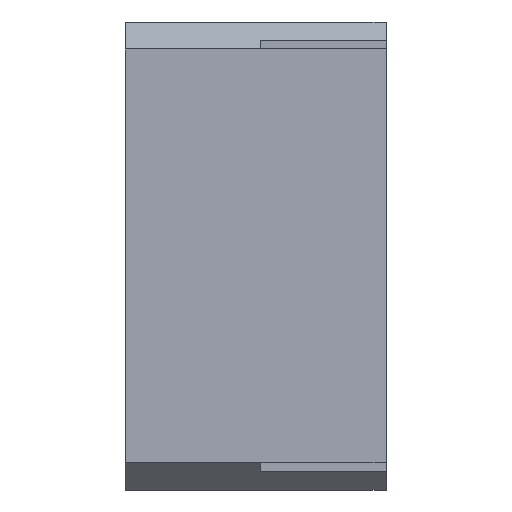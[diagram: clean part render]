
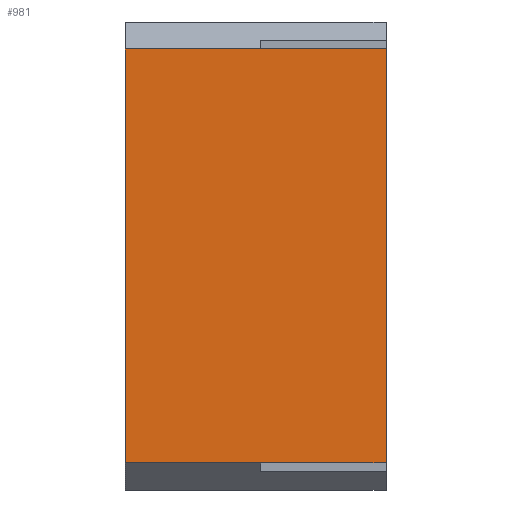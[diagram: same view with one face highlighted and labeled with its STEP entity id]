
A CAD part, left-side view. The second image highlights one B-rep face of the part: STEP entity #981.
In plain terms, the highlighted planar face has unit normal (-1, 0, 0).
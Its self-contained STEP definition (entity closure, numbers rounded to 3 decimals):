
#77 = ORIENTED_EDGE ( 'NONE', *, *, #998, .F. ) ;
#120 = LINE ( 'NONE', #1205, #218 ) ;
#171 = VECTOR ( 'NONE', #1237, 1000. ) ;
#187 = EDGE_LOOP ( 'NONE', ( #657, #809, #77, #686 ) ) ;
#212 = DIRECTION ( 'NONE',  ( 0., -1., 0. ) ) ;
#218 = VECTOR ( 'NONE', #817, 1000. ) ;
#239 = CARTESIAN_POINT ( 'NONE',  ( -2.6, 2.9, -2.3 ) ) ;
#353 = VERTEX_POINT ( 'NONE', #978 ) ;
#361 = LINE ( 'NONE', #1124, #1088 ) ;
#389 = CARTESIAN_POINT ( 'NONE',  ( -2.6, 2.9, -2.3 ) ) ;
#430 = CARTESIAN_POINT ( 'NONE',  ( -2.6, 2.9, 2.3 ) ) ;
#468 = CARTESIAN_POINT ( 'NONE',  ( -2.6, 0., -2.3 ) ) ;
#503 = AXIS2_PLACEMENT_3D ( 'NONE', #389, #796, #974 ) ;
#513 = FACE_OUTER_BOUND ( 'NONE', #187, .T. ) ;
#602 = VERTEX_POINT ( 'NONE', #616 ) ;
#616 = CARTESIAN_POINT ( 'NONE',  ( -2.6, 0., 2.3 ) ) ;
#657 = ORIENTED_EDGE ( 'NONE', *, *, #760, .T. ) ;
#686 = ORIENTED_EDGE ( 'NONE', *, *, #746, .T. ) ;
#730 = VECTOR ( 'NONE', #822, 1000. ) ;
#746 = EDGE_CURVE ( 'NONE', #353, #1194, #120, .T. ) ;
#760 = EDGE_CURVE ( 'NONE', #1194, #602, #1133, .T. ) ;
#777 = LINE ( 'NONE', #239, #171 ) ;
#796 = DIRECTION ( 'NONE',  ( 1., 0., 0. ) ) ;
#809 = ORIENTED_EDGE ( 'NONE', *, *, #1094, .F. ) ;
#817 = DIRECTION ( 'NONE',  ( 0., -1., 0. ) ) ;
#822 = DIRECTION ( 'NONE',  ( 0., 0., 1. ) ) ;
#974 = DIRECTION ( 'NONE',  ( 0., 0., -1. ) ) ;
#978 = CARTESIAN_POINT ( 'NONE',  ( -2.6, 2.9, -2.3 ) ) ;
#981 = ADVANCED_FACE ( 'NONE', ( #513 ), #1282, .F. ) ;
#992 = VERTEX_POINT ( 'NONE', #430 ) ;
#998 = EDGE_CURVE ( 'NONE', #353, #992, #777, .T. ) ;
#1020 = CARTESIAN_POINT ( 'NONE',  ( -2.6, 0., -2.3 ) ) ;
#1088 = VECTOR ( 'NONE', #212, 1000. ) ;
#1094 = EDGE_CURVE ( 'NONE', #992, #602, #361, .T. ) ;
#1124 = CARTESIAN_POINT ( 'NONE',  ( -2.6, 2.9, 2.3 ) ) ;
#1133 = LINE ( 'NONE', #1020, #730 ) ;
#1194 = VERTEX_POINT ( 'NONE', #468 ) ;
#1205 = CARTESIAN_POINT ( 'NONE',  ( -2.6, 2.9, -2.3 ) ) ;
#1237 = DIRECTION ( 'NONE',  ( 0., 0., 1. ) ) ;
#1282 = PLANE ( 'NONE',  #503 ) ;
